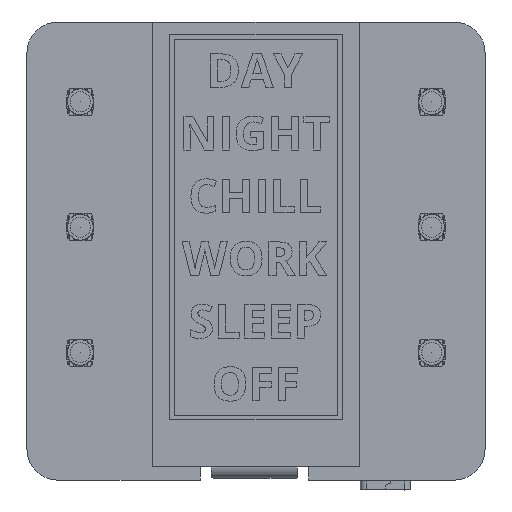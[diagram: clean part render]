
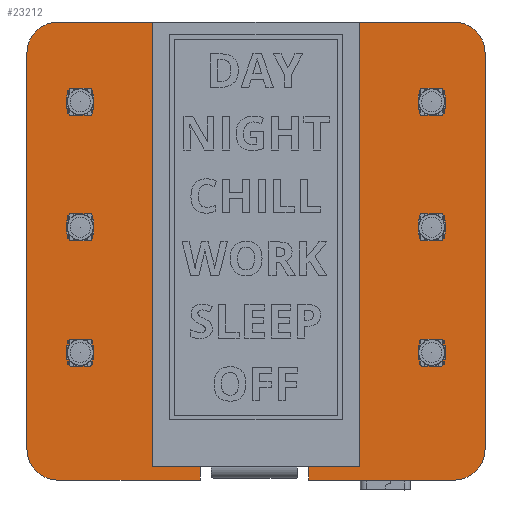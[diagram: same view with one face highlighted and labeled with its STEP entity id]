
A CAD part, top view. The second image highlights one B-rep face of the part: STEP entity #23212.
In plain terms, the highlighted planar face has unit normal (0, 0, 1).
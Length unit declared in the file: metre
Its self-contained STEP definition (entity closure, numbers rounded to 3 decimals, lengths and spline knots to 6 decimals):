
#1319=CIRCLE('',#25648,0.0055);
#1320=CIRCLE('',#25649,0.0055);
#1321=CIRCLE('',#25650,0.0055);
#1322=CIRCLE('',#25651,0.0055);
#4751=ORIENTED_EDGE('',*,*,#9951,.F.);
#4752=ORIENTED_EDGE('',*,*,#9952,.T.);
#4753=ORIENTED_EDGE('',*,*,#9953,.T.);
#4754=ORIENTED_EDGE('',*,*,#9954,.F.);
#4755=ORIENTED_EDGE('',*,*,#9939,.F.);
#4756=ORIENTED_EDGE('',*,*,#9955,.T.);
#4757=ORIENTED_EDGE('',*,*,#9956,.F.);
#4758=ORIENTED_EDGE('',*,*,#9957,.T.);
#4759=ORIENTED_EDGE('',*,*,#9958,.T.);
#4760=ORIENTED_EDGE('',*,*,#9959,.T.);
#4761=ORIENTED_EDGE('',*,*,#9960,.T.);
#4762=ORIENTED_EDGE('',*,*,#9961,.T.);
#9939=EDGE_CURVE('',#12892,#12890,#15249,.T.);
#9951=EDGE_CURVE('',#12903,#12904,#15257,.T.);
#9952=EDGE_CURVE('',#12903,#12905,#15258,.T.);
#9953=EDGE_CURVE('',#12905,#12906,#15259,.T.);
#9954=EDGE_CURVE('',#12890,#12906,#15260,.T.);
#9955=EDGE_CURVE('',#12892,#12907,#1319,.T.);
#9956=EDGE_CURVE('',#12908,#12907,#15261,.T.);
#9957=EDGE_CURVE('',#12908,#12909,#1320,.T.);
#9958=EDGE_CURVE('',#12909,#12910,#15262,.T.);
#9959=EDGE_CURVE('',#12910,#12911,#1321,.T.);
#9960=EDGE_CURVE('',#12911,#12912,#15263,.T.);
#9961=EDGE_CURVE('',#12912,#12904,#1322,.T.);
#12890=VERTEX_POINT('',#35602);
#12892=VERTEX_POINT('',#35606);
#12903=VERTEX_POINT('',#35632);
#12904=VERTEX_POINT('',#35633);
#12905=VERTEX_POINT('',#35635);
#12906=VERTEX_POINT('',#35637);
#12907=VERTEX_POINT('',#35640);
#12908=VERTEX_POINT('',#35642);
#12909=VERTEX_POINT('',#35644);
#12910=VERTEX_POINT('',#35646);
#12911=VERTEX_POINT('',#35648);
#12912=VERTEX_POINT('',#35650);
#15249=LINE('',#35607,#17858);
#15257=LINE('',#35631,#17866);
#15258=LINE('',#35634,#17867);
#15259=LINE('',#35636,#17868);
#15260=LINE('',#35638,#17869);
#15261=LINE('',#35641,#17870);
#15262=LINE('',#35645,#17871);
#15263=LINE('',#35649,#17872);
#17858=VECTOR('',#29228,1.);
#17866=VECTOR('',#29248,1.);
#17867=VECTOR('',#29249,1.);
#17868=VECTOR('',#29250,1.);
#17869=VECTOR('',#29251,1.);
#17870=VECTOR('',#29254,1.);
#17871=VECTOR('',#29257,1.);
#17872=VECTOR('',#29260,1.);
#19861=EDGE_LOOP('',(#4751,#4752,#4753,#4754,#4755,#4756,#4757,#4758,#4759,
#4760,#4761,#4762));
#21145=FACE_BOUND('',#19861,.T.);
#22193=PLANE('',#25647);
#23212=ADVANCED_FACE('',(#21145),#22193,.T.);
#25647=AXIS2_PLACEMENT_3D('',#35630,#29246,#29247);
#25648=AXIS2_PLACEMENT_3D('',#35639,#29252,#29253);
#25649=AXIS2_PLACEMENT_3D('',#35643,#29255,#29256);
#25650=AXIS2_PLACEMENT_3D('',#35647,#29258,#29259);
#25651=AXIS2_PLACEMENT_3D('',#35651,#29261,#29262);
#29228=DIRECTION('',(-1.,0.,0.));
#29246=DIRECTION('',(0.,0.,1.));
#29247=DIRECTION('',(1.,0.,0.));
#29248=DIRECTION('',(-1.,0.,0.));
#29249=DIRECTION('',(0.,1.,0.));
#29250=DIRECTION('',(1.,0.,0.));
#29251=DIRECTION('',(0.,1.,0.));
#29252=DIRECTION('',(0.,0.,1.));
#29253=DIRECTION('',(1.,0.,0.));
#29254=DIRECTION('',(0.,-1.,0.));
#29255=DIRECTION('',(0.,0.,1.));
#29256=DIRECTION('',(1.,0.,0.));
#29257=DIRECTION('',(-1.,0.,0.));
#29258=DIRECTION('',(0.,0.,1.));
#29259=DIRECTION('',(1.,0.,0.));
#29260=DIRECTION('',(0.,-1.,0.));
#29261=DIRECTION('',(0.,0.,1.));
#29262=DIRECTION('',(1.,0.,0.));
#35602=CARTESIAN_POINT('',(0.00938,-0.04075,0.));
#35606=CARTESIAN_POINT('',(0.03525,-0.04075,0.));
#35607=CARTESIAN_POINT('',(0.,-0.04075,0.));
#35630=CARTESIAN_POINT('',(0.,0.,0.));
#35631=CARTESIAN_POINT('',(0.,-0.04075,0.));
#35632=CARTESIAN_POINT('',(-0.00993,-0.04075,0.));
#35633=CARTESIAN_POINT('',(-0.03525,-0.04075,0.));
#35634=CARTESIAN_POINT('',(-0.00993,-0.039525,0.));
#35635=CARTESIAN_POINT('',(-0.00993,-0.0383,0.));
#35636=CARTESIAN_POINT('',(-0.000275,-0.0383,0.));
#35637=CARTESIAN_POINT('',(0.00938,-0.0383,0.));
#35638=CARTESIAN_POINT('',(0.00938,-0.039525,0.));
#35639=CARTESIAN_POINT('',(0.03525,-0.03525,0.));
#35640=CARTESIAN_POINT('',(0.04075,-0.03525,0.));
#35641=CARTESIAN_POINT('',(0.04075,0.,0.));
#35642=CARTESIAN_POINT('',(0.04075,0.03525,0.));
#35643=CARTESIAN_POINT('',(0.03525,0.03525,0.));
#35644=CARTESIAN_POINT('',(0.03525,0.04075,0.));
#35645=CARTESIAN_POINT('',(0.,0.04075,0.));
#35646=CARTESIAN_POINT('',(-0.03525,0.04075,0.));
#35647=CARTESIAN_POINT('',(-0.03525,0.03525,0.));
#35648=CARTESIAN_POINT('',(-0.04075,0.03525,0.));
#35649=CARTESIAN_POINT('',(-0.04075,0.,0.));
#35650=CARTESIAN_POINT('',(-0.04075,-0.03525,0.));
#35651=CARTESIAN_POINT('',(-0.03525,-0.03525,0.));
